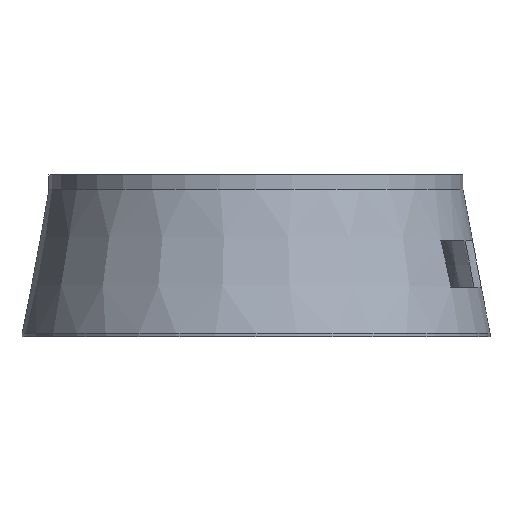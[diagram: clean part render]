
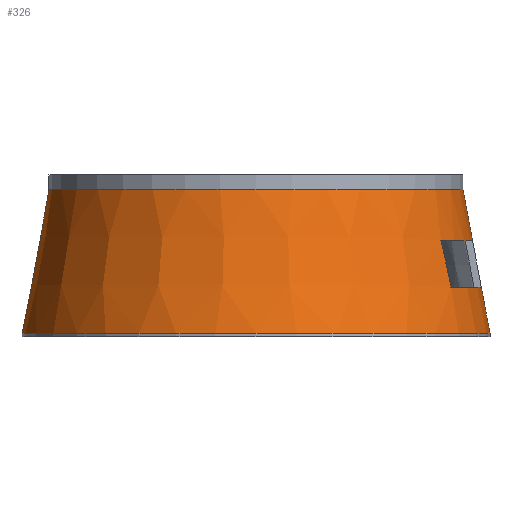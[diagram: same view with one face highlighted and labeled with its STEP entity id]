
A CAD part, left-side view. The second image highlights one B-rep face of the part: STEP entity #326.
In plain terms, the highlighted conical face has half-angle 10.62 degrees and reference radius 65 mm.
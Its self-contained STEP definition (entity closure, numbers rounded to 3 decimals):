
#20=CONICAL_SURFACE('',#380,65.,0.185);
#27=FACE_BOUND('',#85,.T.);
#28=FACE_BOUND('',#86,.T.);
#36=(
BOUNDED_CURVE()
B_SPLINE_CURVE(2,(#511,#512,#513),.UNSPECIFIED.,.F.,.F.)
B_SPLINE_CURVE_WITH_KNOTS((3,3),(0.,1.33),.UNSPECIFIED.)
CURVE()
GEOMETRIC_REPRESENTATION_ITEM()
RATIONAL_B_SPLINE_CURVE((1.,1.,1.))
REPRESENTATION_ITEM('')
);
#38=(
BOUNDED_CURVE()
B_SPLINE_CURVE(2,(#529,#530,#531),.UNSPECIFIED.,.F.,.F.)
B_SPLINE_CURVE_WITH_KNOTS((3,3),(0.,2.052),.UNSPECIFIED.)
CURVE()
GEOMETRIC_REPRESENTATION_ITEM()
RATIONAL_B_SPLINE_CURVE((1.,1.001,1.))
REPRESENTATION_ITEM('')
);
#40=(
BOUNDED_CURVE()
B_SPLINE_CURVE(2,(#543,#544,#545),.UNSPECIFIED.,.F.,.F.)
B_SPLINE_CURVE_WITH_KNOTS((3,3),(0.,2.037),.UNSPECIFIED.)
CURVE()
GEOMETRIC_REPRESENTATION_ITEM()
RATIONAL_B_SPLINE_CURVE((1.,1.,1.))
REPRESENTATION_ITEM('')
);
#59=FACE_OUTER_BOUND('',#84,.T.);
#84=EDGE_LOOP('',(#283,#284,#285,#286,#287));
#85=EDGE_LOOP('',(#288,#289,#290,#291));
#86=EDGE_LOOP('',(#292,#293,#294,#295));
#89=LINE('',#499,#105);
#102=LINE('',#587,#118);
#105=VECTOR('',#396,10.);
#118=VECTOR('',#479,65.);
#120=CIRCLE('',#344,62.606);
#122=CIRCLE('',#348,60.168);
#124=CIRCLE('',#352,63.108);
#126=CIRCLE('',#356,59.358);
#130=CIRCLE('',#363,65.);
#137=CIRCLE('',#376,57.5);
#138=CIRCLE('',#377,57.5);
#141=VERTEX_POINT('',#488);
#142=VERTEX_POINT('',#490);
#144=VERTEX_POINT('',#498);
#146=VERTEX_POINT('',#504);
#149=VERTEX_POINT('',#518);
#150=VERTEX_POINT('',#520);
#152=VERTEX_POINT('',#528);
#154=VERTEX_POINT('',#536);
#158=VERTEX_POINT('',#555);
#165=VERTEX_POINT('',#579);
#166=VERTEX_POINT('',#581);
#169=EDGE_CURVE('',#142,#141,#120,.T.);
#172=EDGE_CURVE('',#144,#142,#89,.T.);
#175=EDGE_CURVE('',#146,#144,#122,.T.);
#178=EDGE_CURVE('',#141,#146,#36,.T.);
#181=EDGE_CURVE('',#150,#149,#124,.T.);
#184=EDGE_CURVE('',#152,#150,#38,.T.);
#187=EDGE_CURVE('',#154,#152,#126,.T.);
#190=EDGE_CURVE('',#149,#154,#40,.T.);
#196=EDGE_CURVE('',#158,#158,#130,.T.);
#207=EDGE_CURVE('',#166,#165,#137,.T.);
#208=EDGE_CURVE('',#165,#166,#138,.T.);
#209=EDGE_CURVE('',#166,#158,#102,.T.);
#283=ORIENTED_EDGE('',*,*,#208,.T.);
#284=ORIENTED_EDGE('',*,*,#209,.T.);
#285=ORIENTED_EDGE('',*,*,#196,.T.);
#286=ORIENTED_EDGE('',*,*,#209,.F.);
#287=ORIENTED_EDGE('',*,*,#207,.T.);
#288=ORIENTED_EDGE('',*,*,#175,.T.);
#289=ORIENTED_EDGE('',*,*,#172,.T.);
#290=ORIENTED_EDGE('',*,*,#169,.T.);
#291=ORIENTED_EDGE('',*,*,#178,.T.);
#292=ORIENTED_EDGE('',*,*,#187,.T.);
#293=ORIENTED_EDGE('',*,*,#184,.T.);
#294=ORIENTED_EDGE('',*,*,#181,.T.);
#295=ORIENTED_EDGE('',*,*,#190,.T.);
#326=ADVANCED_FACE('',(#59,#27,#28),#20,.T.);
#344=AXIS2_PLACEMENT_3D('',#491,#391,#392);
#348=AXIS2_PLACEMENT_3D('',#505,#402,#403);
#352=AXIS2_PLACEMENT_3D('',#521,#412,#413);
#356=AXIS2_PLACEMENT_3D('',#537,#422,#423);
#363=AXIS2_PLACEMENT_3D('',#557,#439,#440);
#376=AXIS2_PLACEMENT_3D('',#582,#469,#470);
#377=AXIS2_PLACEMENT_3D('',#583,#471,#472);
#380=AXIS2_PLACEMENT_3D('',#586,#477,#478);
#391=DIRECTION('center_axis',(0.,0.,-1.));
#392=DIRECTION('ref_axis',(-1.,0.,0.));
#396=DIRECTION('',(0.,-0.184,-0.983));
#402=DIRECTION('center_axis',(0.,0.,1.));
#403=DIRECTION('ref_axis',(-1.,0.,0.));
#412=DIRECTION('center_axis',(0.,0.,-1.));
#413=DIRECTION('ref_axis',(-1.,0.,0.));
#422=DIRECTION('center_axis',(0.,0.,1.));
#423=DIRECTION('ref_axis',(-1.,0.,0.));
#439=DIRECTION('center_axis',(0.,0.,1.));
#440=DIRECTION('ref_axis',(-1.,0.,0.));
#469=DIRECTION('center_axis',(0.,0.,-1.));
#470=DIRECTION('ref_axis',(-1.,0.,0.));
#471=DIRECTION('center_axis',(0.,0.,-1.));
#472=DIRECTION('ref_axis',(-1.,0.,0.));
#477=DIRECTION('center_axis',(0.,0.,-1.));
#478=DIRECTION('ref_axis',(-1.,0.,0.));
#479=DIRECTION('',(0.184,0.,-0.983));
#488=CARTESIAN_POINT('',(-31.248,-54.25,-87.232));
#490=CARTESIAN_POINT('',(-1.248,-62.594,-87.232));
#491=CARTESIAN_POINT('Origin',(0.,0.,-87.232));
#498=CARTESIAN_POINT('',(-1.248,-60.156,-74.232));
#499=CARTESIAN_POINT('',(-1.248,-61.375,-80.732));
#504=CARTESIAN_POINT('',(-31.248,-51.418,-74.232));
#505=CARTESIAN_POINT('Origin',(0.,0.,-74.232));
#511=CARTESIAN_POINT('Ctrl Pts',(-31.248,-54.25,-87.232));
#512=CARTESIAN_POINT('Ctrl Pts',(-31.248,-52.806,-80.558));
#513=CARTESIAN_POINT('Ctrl Pts',(-31.248,-51.418,-74.232));
#518=CARTESIAN_POINT('',(61.258,15.167,-89.907));
#520=CARTESIAN_POINT('',(52.401,35.167,-89.907));
#521=CARTESIAN_POINT('Origin',(0.,0.,-89.907));
#528=CARTESIAN_POINT('',(47.818,35.167,-69.907));
#529=CARTESIAN_POINT('Ctrl Pts',(47.818,35.167,-69.907));
#530=CARTESIAN_POINT('Ctrl Pts',(50.039,35.167,-79.45));
#531=CARTESIAN_POINT('Ctrl Pts',(52.401,35.167,-89.907));
#536=CARTESIAN_POINT('',(57.387,15.167,-69.907));
#537=CARTESIAN_POINT('Origin',(0.,0.,-69.907));
#543=CARTESIAN_POINT('Ctrl Pts',(61.258,15.167,-89.907));
#544=CARTESIAN_POINT('Ctrl Pts',(59.263,15.167,-79.581));
#545=CARTESIAN_POINT('Ctrl Pts',(57.387,15.167,-69.907));
#555=CARTESIAN_POINT('',(65.,0.,-100.));
#557=CARTESIAN_POINT('Origin',(0.,0.,-100.));
#579=CARTESIAN_POINT('',(-57.5,0.,-60.));
#581=CARTESIAN_POINT('',(57.5,0.,-60.));
#582=CARTESIAN_POINT('Origin',(0.,0.,-60.));
#583=CARTESIAN_POINT('Origin',(0.,0.,-60.));
#586=CARTESIAN_POINT('Origin',(0.,0.,-100.));
#587=CARTESIAN_POINT('',(65.,0.,-100.));
